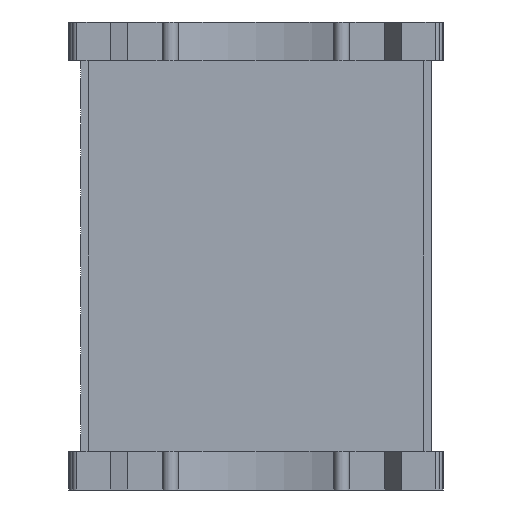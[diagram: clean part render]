
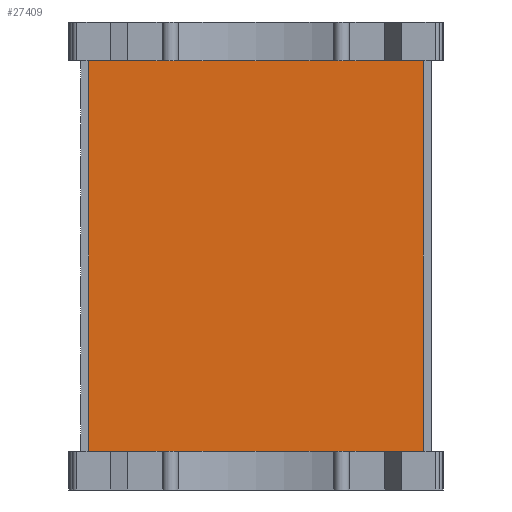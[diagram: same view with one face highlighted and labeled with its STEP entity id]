
A CAD part, front view. The second image highlights one B-rep face of the part: STEP entity #27409.
In plain terms, the highlighted planar face has unit normal (0, -1, 0).
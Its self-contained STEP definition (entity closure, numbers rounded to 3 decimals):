
#25 = ORIENTED_EDGE ( 'NONE', *, *, #19859, .T. ) ;
#1416 = EDGE_LOOP ( 'NONE', ( #27274, #25, #18360, #2342 ) ) ;
#2020 = CARTESIAN_POINT ( 'NONE',  ( -26.92, -11.451, -53.58 ) ) ;
#2060 = CARTESIAN_POINT ( 'NONE',  ( 16.08, -11.451, -53.58 ) ) ;
#2342 = ORIENTED_EDGE ( 'NONE', *, *, #20435, .T. ) ;
#2933 = PLANE ( 'NONE',  #26450 ) ;
#4093 = VECTOR ( 'NONE', #19978, 1000. ) ;
#5081 = CARTESIAN_POINT ( 'NONE',  ( 16.08, -11.451, 0.65 ) ) ;
#6696 = CARTESIAN_POINT ( 'NONE',  ( 16.08, -11.451, 0.65 ) ) ;
#7201 = DIRECTION ( 'NONE',  ( 0., -1., 0. ) ) ;
#7316 = VERTEX_POINT ( 'NONE', #2020 ) ;
#7466 = FACE_OUTER_BOUND ( 'NONE', #1416, .T. ) ;
#9522 = VERTEX_POINT ( 'NONE', #24433 ) ;
#11882 = VECTOR ( 'NONE', #23144, 1000. ) ;
#12430 = CARTESIAN_POINT ( 'NONE',  ( -26.92, -11.451, -3.5 ) ) ;
#13448 = VECTOR ( 'NONE', #21569, 1000. ) ;
#15221 = EDGE_CURVE ( 'NONE', #9522, #7316, #16032, .T. ) ;
#16032 = LINE ( 'NONE', #17826, #4093 ) ;
#17826 = CARTESIAN_POINT ( 'NONE',  ( -26.92, -11.451, 0.65 ) ) ;
#18360 = ORIENTED_EDGE ( 'NONE', *, *, #26686, .F. ) ;
#18463 = LINE ( 'NONE', #6696, #13448 ) ;
#19700 = CARTESIAN_POINT ( 'NONE',  ( -26.92, -11.451, -53.58 ) ) ;
#19859 = EDGE_CURVE ( 'NONE', #7316, #26627, #22240, .T. ) ;
#19978 = DIRECTION ( 'NONE',  ( 0., 0., -1. ) ) ;
#20435 = EDGE_CURVE ( 'NONE', #27179, #9522, #23214, .T. ) ;
#21569 = DIRECTION ( 'NONE',  ( 0., 0., -1. ) ) ;
#21832 = DIRECTION ( 'NONE',  ( 1., 0., 0. ) ) ;
#22093 = DIRECTION ( 'NONE',  ( 1., 0., 0. ) ) ;
#22240 = LINE ( 'NONE', #19700, #27260 ) ;
#23144 = DIRECTION ( 'NONE',  ( -1., 0., 0. ) ) ;
#23214 = LINE ( 'NONE', #12430, #11882 ) ;
#24433 = CARTESIAN_POINT ( 'NONE',  ( -26.92, -11.451, -3.5 ) ) ;
#25396 = CARTESIAN_POINT ( 'NONE',  ( 16.08, -11.451, -3.5 ) ) ;
#26450 = AXIS2_PLACEMENT_3D ( 'NONE', #5081, #7201, #22093 ) ;
#26627 = VERTEX_POINT ( 'NONE', #2060 ) ;
#26686 = EDGE_CURVE ( 'NONE', #27179, #26627, #18463, .T. ) ;
#27179 = VERTEX_POINT ( 'NONE', #25396 ) ;
#27260 = VECTOR ( 'NONE', #21832, 1000. ) ;
#27274 = ORIENTED_EDGE ( 'NONE', *, *, #15221, .T. ) ;
#27409 = ADVANCED_FACE ( 'NONE', ( #7466 ), #2933, .T. ) ;
